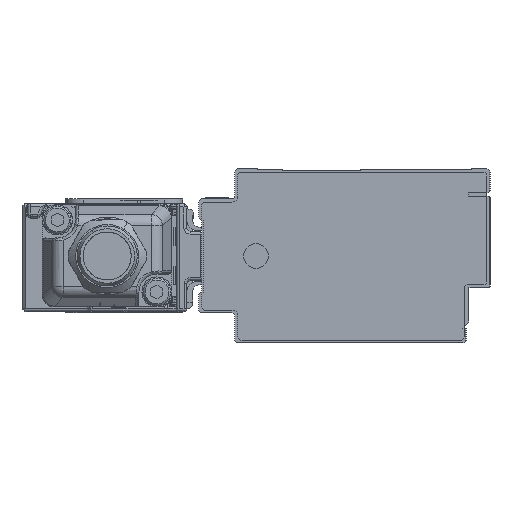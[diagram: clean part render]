
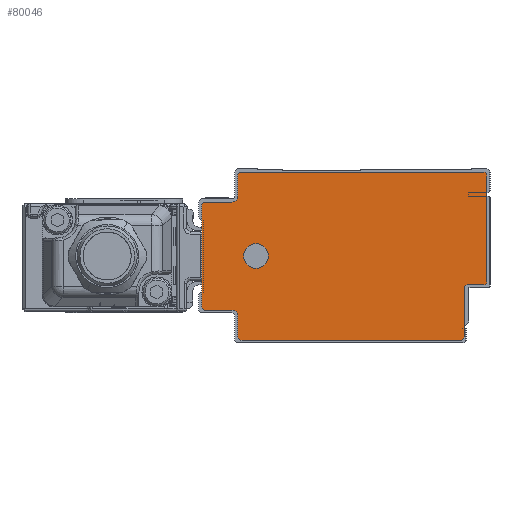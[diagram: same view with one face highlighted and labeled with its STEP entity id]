
A CAD part, left-side view. The second image highlights one B-rep face of the part: STEP entity #80046.
In plain terms, the highlighted planar face has unit normal (-1, 0, 0).
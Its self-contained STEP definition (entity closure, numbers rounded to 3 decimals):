
#78411=AXIS2_PLACEMENT_3D('Circle Axis2P3D',#78409,#78410,$) ;
#78449=AXIS2_PLACEMENT_3D('Circle Axis2P3D',#78447,#78448,$) ;
#78487=AXIS2_PLACEMENT_3D('Circle Axis2P3D',#78485,#78486,$) ;
#78525=AXIS2_PLACEMENT_3D('Circle Axis2P3D',#78523,#78524,$) ;
#79916=AXIS2_PLACEMENT_3D('Circle Axis2P3D',#79914,#79915,$) ;
#79936=AXIS2_PLACEMENT_3D('Plane Axis2P3D',#79933,#79934,#79935) ;
#79940=AXIS2_PLACEMENT_3D('Circle Axis2P3D',#79938,#79939,$) ;
#79954=AXIS2_PLACEMENT_3D('Circle Axis2P3D',#79952,#79953,$) ;
#79968=AXIS2_PLACEMENT_3D('Circle Axis2P3D',#79966,#79967,$) ;
#79982=AXIS2_PLACEMENT_3D('Circle Axis2P3D',#79980,#79981,$) ;
#79996=AXIS2_PLACEMENT_3D('Circle Axis2P3D',#79994,#79995,$) ;
#80030=AXIS2_PLACEMENT_3D('Circle Axis2P3D',#80028,#80029,$) ;
#80039=AXIS2_PLACEMENT_3D('Circle Axis2P3D',#80037,#80038,$) ;
#78367=CARTESIAN_POINT('Line Origine',(-1075.5,-3.5,19.1)) ;
#78371=CARTESIAN_POINT('Vertex',(-1075.5,-3.5,28.)) ;
#78373=CARTESIAN_POINT('Vertex',(-1075.5,-3.5,10.2)) ;
#78409=CARTESIAN_POINT('Axis2P3D Location',(-1075.5,-3.,28.)) ;
#78413=CARTESIAN_POINT('Vertex',(-1075.5,-3.,28.5)) ;
#78428=CARTESIAN_POINT('Line Origine',(-1075.5,17.25,28.5)) ;
#78432=CARTESIAN_POINT('Vertex',(-1075.5,37.5,28.5)) ;
#78447=CARTESIAN_POINT('Axis2P3D Location',(-1075.5,37.5,28.)) ;
#78451=CARTESIAN_POINT('Vertex',(-1075.5,38.,28.)) ;
#78466=CARTESIAN_POINT('Line Origine',(-1075.5,38.,26.25)) ;
#78470=CARTESIAN_POINT('Vertex',(-1075.5,38.,24.5)) ;
#78485=CARTESIAN_POINT('Axis2P3D Location',(-1075.5,39.,24.5)) ;
#78489=CARTESIAN_POINT('Vertex',(-1075.5,39.,23.5)) ;
#78504=CARTESIAN_POINT('Line Origine',(-1075.5,41.25,23.5)) ;
#78508=CARTESIAN_POINT('Vertex',(-1075.5,43.5,23.5)) ;
#78523=CARTESIAN_POINT('Axis2P3D Location',(-1075.5,43.5,23.)) ;
#78527=CARTESIAN_POINT('Vertex',(-1075.5,44.,23.)) ;
#78542=CARTESIAN_POINT('Line Origine',(-1075.5,44.,14.5)) ;
#78546=CARTESIAN_POINT('Vertex',(-1075.5,44.,6.)) ;
#79914=CARTESIAN_POINT('Axis2P3D Location',(-1075.5,-3.,10.2)) ;
#79918=CARTESIAN_POINT('Vertex',(-1075.5,-3.,9.7)) ;
#79933=CARTESIAN_POINT('Axis2P3D Location',(-1075.5,0.,0.)) ;
#79938=CARTESIAN_POINT('Axis2P3D Location',(-1075.5,43.5,6.)) ;
#79942=CARTESIAN_POINT('Vertex',(-1075.5,43.5,5.5)) ;
#79945=CARTESIAN_POINT('Line Origine',(-1075.5,41.25,5.5)) ;
#79949=CARTESIAN_POINT('Vertex',(-1075.5,39.,5.5)) ;
#79952=CARTESIAN_POINT('Axis2P3D Location',(-1075.5,39.,4.5)) ;
#79956=CARTESIAN_POINT('Vertex',(-1075.5,38.,4.5)) ;
#79959=CARTESIAN_POINT('Line Origine',(-1075.5,38.,2.75)) ;
#79963=CARTESIAN_POINT('Vertex',(-1075.5,38.,1.)) ;
#79966=CARTESIAN_POINT('Axis2P3D Location',(-1075.5,37.5,1.)) ;
#79970=CARTESIAN_POINT('Vertex',(-1075.5,37.5,0.5)) ;
#79973=CARTESIAN_POINT('Line Origine',(-1075.5,19.15,0.5)) ;
#79977=CARTESIAN_POINT('Vertex',(-1075.5,0.8,0.5)) ;
#79980=CARTESIAN_POINT('Axis2P3D Location',(-1075.5,0.8,1.)) ;
#79984=CARTESIAN_POINT('Vertex',(-1075.5,0.3,1.)) ;
#79987=CARTESIAN_POINT('Line Origine',(-1075.5,0.3,5.1)) ;
#79991=CARTESIAN_POINT('Vertex',(-1075.5,0.3,9.2)) ;
#79994=CARTESIAN_POINT('Axis2P3D Location',(-1075.5,-0.2,9.2)) ;
#79998=CARTESIAN_POINT('Vertex',(-1075.5,-0.2,9.7)) ;
#80001=CARTESIAN_POINT('Line Origine',(-1075.5,-1.6,9.7)) ;
#80028=CARTESIAN_POINT('Axis2P3D Location',(-1075.5,35.,14.5)) ;
#80032=CARTESIAN_POINT('Vertex',(-1075.5,33.186,13.509)) ;
#80034=CARTESIAN_POINT('Vertex',(-1075.5,36.814,15.491)) ;
#80037=CARTESIAN_POINT('Axis2P3D Location',(-1075.5,35.,14.5)) ;
#78368=DIRECTION('Vector Direction',(0.,0.,-1.)) ;
#78410=DIRECTION('Axis2P3D Direction',(1.,0.,0.)) ;
#78429=DIRECTION('Vector Direction',(0.,1.,0.)) ;
#78448=DIRECTION('Axis2P3D Direction',(1.,0.,0.)) ;
#78467=DIRECTION('Vector Direction',(0.,0.,1.)) ;
#78486=DIRECTION('Axis2P3D Direction',(1.,0.,0.)) ;
#78505=DIRECTION('Vector Direction',(0.,1.,0.)) ;
#78524=DIRECTION('Axis2P3D Direction',(1.,0.,0.)) ;
#78543=DIRECTION('Vector Direction',(0.,0.,1.)) ;
#79915=DIRECTION('Axis2P3D Direction',(1.,0.,0.)) ;
#79934=DIRECTION('Axis2P3D Direction',(1.,0.,0.)) ;
#79935=DIRECTION('Axis2P3D XDirection',(0.,1.,0.)) ;
#79939=DIRECTION('Axis2P3D Direction',(1.,0.,0.)) ;
#79946=DIRECTION('Vector Direction',(0.,-1.,0.)) ;
#79953=DIRECTION('Axis2P3D Direction',(1.,0.,0.)) ;
#79960=DIRECTION('Vector Direction',(0.,0.,1.)) ;
#79967=DIRECTION('Axis2P3D Direction',(1.,0.,0.)) ;
#79974=DIRECTION('Vector Direction',(0.,-1.,0.)) ;
#79981=DIRECTION('Axis2P3D Direction',(1.,0.,0.)) ;
#79988=DIRECTION('Vector Direction',(0.,0.,-1.)) ;
#79995=DIRECTION('Axis2P3D Direction',(1.,0.,0.)) ;
#80002=DIRECTION('Vector Direction',(0.,1.,0.)) ;
#80029=DIRECTION('Axis2P3D Direction',(1.,0.,0.)) ;
#80038=DIRECTION('Axis2P3D Direction',(1.,0.,0.)) ;
#78369=VECTOR('Line Direction',#78368,1.) ;
#78430=VECTOR('Line Direction',#78429,1.) ;
#78468=VECTOR('Line Direction',#78467,1.) ;
#78506=VECTOR('Line Direction',#78505,1.) ;
#78544=VECTOR('Line Direction',#78543,1.) ;
#79947=VECTOR('Line Direction',#79946,1.) ;
#79961=VECTOR('Line Direction',#79960,1.) ;
#79975=VECTOR('Line Direction',#79974,1.) ;
#79989=VECTOR('Line Direction',#79988,1.) ;
#80003=VECTOR('Line Direction',#80002,1.) ;
#80007=ORIENTED_EDGE('',*,*,#78434,.F.) ;
#80008=ORIENTED_EDGE('',*,*,#78453,.F.) ;
#80009=ORIENTED_EDGE('',*,*,#78472,.F.) ;
#80010=ORIENTED_EDGE('',*,*,#78491,.F.) ;
#80011=ORIENTED_EDGE('',*,*,#78510,.F.) ;
#80012=ORIENTED_EDGE('',*,*,#78529,.F.) ;
#80013=ORIENTED_EDGE('',*,*,#78548,.F.) ;
#80014=ORIENTED_EDGE('',*,*,#79944,.F.) ;
#80015=ORIENTED_EDGE('',*,*,#79951,.F.) ;
#80016=ORIENTED_EDGE('',*,*,#79958,.F.) ;
#80017=ORIENTED_EDGE('',*,*,#79965,.F.) ;
#80018=ORIENTED_EDGE('',*,*,#79972,.F.) ;
#80019=ORIENTED_EDGE('',*,*,#79979,.F.) ;
#80020=ORIENTED_EDGE('',*,*,#79986,.F.) ;
#80021=ORIENTED_EDGE('',*,*,#79993,.F.) ;
#80022=ORIENTED_EDGE('',*,*,#80000,.F.) ;
#80023=ORIENTED_EDGE('',*,*,#80005,.F.) ;
#80024=ORIENTED_EDGE('',*,*,#79920,.F.) ;
#80025=ORIENTED_EDGE('',*,*,#78375,.F.) ;
#80026=ORIENTED_EDGE('',*,*,#78415,.F.) ;
#80043=ORIENTED_EDGE('',*,*,#80036,.T.) ;
#80044=ORIENTED_EDGE('',*,*,#80041,.T.) ;
#80045=FACE_BOUND('',#80042,.T.) ;
#80046=ADVANCED_FACE('\X2\FF8EFF9EFF83FF9EFF68FF70\X0\.2',(#80027,#80045),#79937,.F.) ;
#78412=CIRCLE('generated circle',#78411,0.5) ;
#78450=CIRCLE('generated circle',#78449,0.5) ;
#78488=CIRCLE('generated circle',#78487,1.) ;
#78526=CIRCLE('generated circle',#78525,0.5) ;
#79917=CIRCLE('generated circle',#79916,0.5) ;
#79941=CIRCLE('generated circle',#79940,0.5) ;
#79955=CIRCLE('generated circle',#79954,1.) ;
#79969=CIRCLE('generated circle',#79968,0.5) ;
#79983=CIRCLE('generated circle',#79982,0.5) ;
#79997=CIRCLE('generated circle',#79996,0.5) ;
#80031=CIRCLE('generated circle',#80030,2.067) ;
#80040=CIRCLE('generated circle',#80039,2.067) ;
#78375=EDGE_CURVE('',#78372,#78374,#78370,.T.) ;
#78415=EDGE_CURVE('',#78414,#78372,#78412,.T.) ;
#78434=EDGE_CURVE('',#78433,#78414,#78431,.F.) ;
#78453=EDGE_CURVE('',#78452,#78433,#78450,.T.) ;
#78472=EDGE_CURVE('',#78471,#78452,#78469,.T.) ;
#78491=EDGE_CURVE('',#78490,#78471,#78488,.F.) ;
#78510=EDGE_CURVE('',#78509,#78490,#78507,.F.) ;
#78529=EDGE_CURVE('',#78528,#78509,#78526,.T.) ;
#78548=EDGE_CURVE('',#78547,#78528,#78545,.T.) ;
#79920=EDGE_CURVE('',#78374,#79919,#79917,.T.) ;
#79944=EDGE_CURVE('',#79943,#78547,#79941,.T.) ;
#79951=EDGE_CURVE('',#79950,#79943,#79948,.F.) ;
#79958=EDGE_CURVE('',#79957,#79950,#79955,.F.) ;
#79965=EDGE_CURVE('',#79964,#79957,#79962,.T.) ;
#79972=EDGE_CURVE('',#79971,#79964,#79969,.T.) ;
#79979=EDGE_CURVE('',#79978,#79971,#79976,.F.) ;
#79986=EDGE_CURVE('',#79985,#79978,#79983,.T.) ;
#79993=EDGE_CURVE('',#79992,#79985,#79990,.T.) ;
#80000=EDGE_CURVE('',#79999,#79992,#79997,.F.) ;
#80005=EDGE_CURVE('',#79919,#79999,#80004,.T.) ;
#80036=EDGE_CURVE('',#80033,#80035,#80031,.T.) ;
#80041=EDGE_CURVE('',#80035,#80033,#80040,.T.) ;
#80006=EDGE_LOOP('',(#80007,#80008,#80009,#80010,#80011,#80012,#80013,#80014,#80015,#80016,#80017,#80018,#80019,#80020,#80021,#80022,#80023,#80024,#80025,#80026)) ;
#80042=EDGE_LOOP('',(#80043,#80044)) ;
#80027=FACE_OUTER_BOUND('',#80006,.T.) ;
#78370=LINE('Line',#78367,#78369) ;
#78431=LINE('Line',#78428,#78430) ;
#78469=LINE('Line',#78466,#78468) ;
#78507=LINE('Line',#78504,#78506) ;
#78545=LINE('Line',#78542,#78544) ;
#79948=LINE('Line',#79945,#79947) ;
#79962=LINE('Line',#79959,#79961) ;
#79976=LINE('Line',#79973,#79975) ;
#79990=LINE('Line',#79987,#79989) ;
#80004=LINE('Line',#80001,#80003) ;
#79937=PLANE('Plane',#79936) ;
#78372=VERTEX_POINT('',#78371) ;
#78374=VERTEX_POINT('',#78373) ;
#78414=VERTEX_POINT('',#78413) ;
#78433=VERTEX_POINT('',#78432) ;
#78452=VERTEX_POINT('',#78451) ;
#78471=VERTEX_POINT('',#78470) ;
#78490=VERTEX_POINT('',#78489) ;
#78509=VERTEX_POINT('',#78508) ;
#78528=VERTEX_POINT('',#78527) ;
#78547=VERTEX_POINT('',#78546) ;
#79919=VERTEX_POINT('',#79918) ;
#79943=VERTEX_POINT('',#79942) ;
#79950=VERTEX_POINT('',#79949) ;
#79957=VERTEX_POINT('',#79956) ;
#79964=VERTEX_POINT('',#79963) ;
#79971=VERTEX_POINT('',#79970) ;
#79978=VERTEX_POINT('',#79977) ;
#79985=VERTEX_POINT('',#79984) ;
#79992=VERTEX_POINT('',#79991) ;
#79999=VERTEX_POINT('',#79998) ;
#80033=VERTEX_POINT('',#80032) ;
#80035=VERTEX_POINT('',#80034) ;
